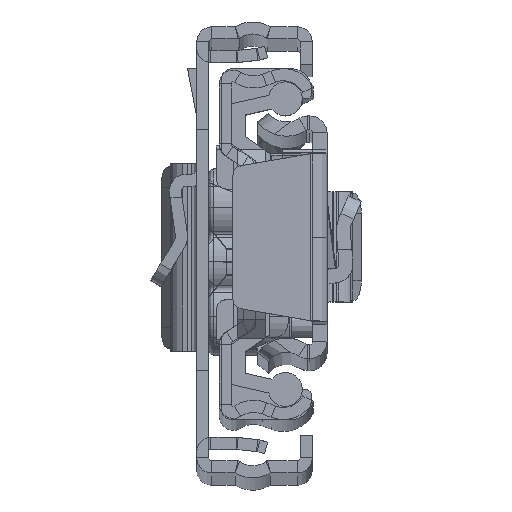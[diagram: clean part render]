
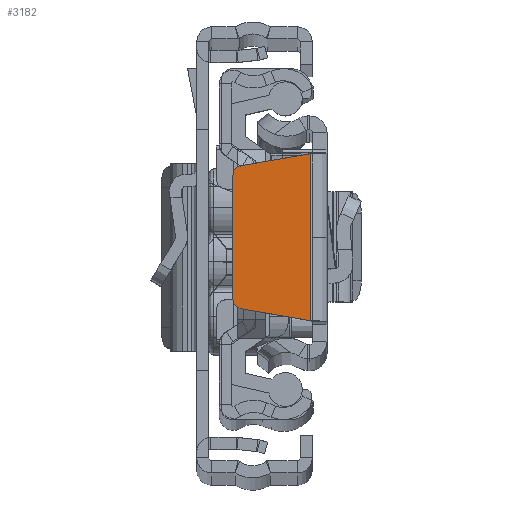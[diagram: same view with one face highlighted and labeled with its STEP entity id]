
A CAD part, top view. The second image highlights one B-rep face of the part: STEP entity #3182.
In plain terms, the highlighted planar face has unit normal (0, 0, 1).
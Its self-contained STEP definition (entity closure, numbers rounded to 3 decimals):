
#167 = EDGE_CURVE ( 'NONE', #21320, #19663, #14529, .T. ) ;
#708 = DIRECTION ( 'NONE',  ( -0.986, 0.168, 0. ) ) ;
#1366 = DIRECTION ( 'NONE',  ( 0.986, 0.168, 0. ) ) ;
#1586 = FACE_OUTER_BOUND ( 'NONE', #3401, .T. ) ;
#2312 = VERTEX_POINT ( 'NONE', #19768 ) ;
#2343 = DIRECTION ( 'NONE',  ( -1., 0., 0. ) ) ;
#2359 = LINE ( 'NONE', #3785, #5374 ) ;
#2585 = EDGE_CURVE ( 'NONE', #7167, #7291, #6032, .T. ) ;
#2883 = EDGE_CURVE ( 'NONE', #2312, #7167, #18212, .T. ) ;
#3120 = CARTESIAN_POINT ( 'NONE',  ( -1.5, 8.35, 0. ) ) ;
#3182 = ADVANCED_FACE ( 'NONE', ( #1586 ), #6639, .F. ) ;
#3401 = EDGE_LOOP ( 'NONE', ( #14083, #4058, #10670, #12711, #6653, #17939 ) ) ;
#3456 = CARTESIAN_POINT ( 'NONE',  ( -8.4, 6.156, 0. ) ) ;
#3785 = CARTESIAN_POINT ( 'NONE',  ( -8.568, -7.142, 0. ) ) ;
#3943 = DIRECTION ( 'NONE',  ( 0., 1., 0. ) ) ;
#4058 = ORIENTED_EDGE ( 'NONE', *, *, #16180, .F. ) ;
#5374 = VECTOR ( 'NONE', #708, 1000. ) ;
#6004 = DIRECTION ( 'NONE',  ( 0., 0., -1. ) ) ;
#6005 = CARTESIAN_POINT ( 'NONE',  ( -1.6, -8.333, 0. ) ) ;
#6032 = LINE ( 'NONE', #14138, #20655 ) ;
#6639 = PLANE ( 'NONE',  #14362 ) ;
#6653 = ORIENTED_EDGE ( 'NONE', *, *, #2883, .F. ) ;
#7167 = VERTEX_POINT ( 'NONE', #7601 ) ;
#7291 = VERTEX_POINT ( 'NONE', #13518 ) ;
#7388 = CARTESIAN_POINT ( 'NONE',  ( -1.6, 8.333, 0. ) ) ;
#7601 = CARTESIAN_POINT ( 'NONE',  ( -9.4, -6.156, 0. ) ) ;
#9270 = CARTESIAN_POINT ( 'NONE',  ( -8.4, -6.156, 0. ) ) ;
#10303 = VERTEX_POINT ( 'NONE', #15090 ) ;
#10560 = EDGE_CURVE ( 'NONE', #19663, #2312, #2359, .T. ) ;
#10670 = ORIENTED_EDGE ( 'NONE', *, *, #17650, .F. ) ;
#11138 = DIRECTION ( 'NONE',  ( -1., 0., 0. ) ) ;
#11905 = DIRECTION ( 'NONE',  ( 0., 0., -1. ) ) ;
#12711 = ORIENTED_EDGE ( 'NONE', *, *, #2585, .F. ) ;
#13335 = DIRECTION ( 'NONE',  ( -1., 0., 0. ) ) ;
#13518 = CARTESIAN_POINT ( 'NONE',  ( -9.4, 6.156, 0. ) ) ;
#14083 = ORIENTED_EDGE ( 'NONE', *, *, #167, .F. ) ;
#14138 = CARTESIAN_POINT ( 'NONE',  ( -9.4, 6.156, 0. ) ) ;
#14362 = AXIS2_PLACEMENT_3D ( 'NONE', #3456, #11905, #13335 ) ;
#14430 = DIRECTION ( 'NONE',  ( 0., -1., 0. ) ) ;
#14529 = LINE ( 'NONE', #6005, #14625 ) ;
#14625 = VECTOR ( 'NONE', #14430, 1000. ) ;
#14924 = VECTOR ( 'NONE', #1366, 1000. ) ;
#15090 = CARTESIAN_POINT ( 'NONE',  ( -8.568, 7.142, 0. ) ) ;
#15689 = AXIS2_PLACEMENT_3D ( 'NONE', #19024, #17382, #2343 ) ;
#16180 = EDGE_CURVE ( 'NONE', #10303, #21320, #16498, .T. ) ;
#16498 = LINE ( 'NONE', #3120, #14924 ) ;
#17382 = DIRECTION ( 'NONE',  ( 0., 0., -1. ) ) ;
#17401 = CARTESIAN_POINT ( 'NONE',  ( -1.6, -8.333, 0. ) ) ;
#17650 = EDGE_CURVE ( 'NONE', #7291, #10303, #17801, .T. ) ;
#17801 = CIRCLE ( 'NONE', #15689, 1. ) ;
#17939 = ORIENTED_EDGE ( 'NONE', *, *, #10560, .F. ) ;
#18212 = CIRCLE ( 'NONE', #19264, 1. ) ;
#19024 = CARTESIAN_POINT ( 'NONE',  ( -8.4, 6.156, 0. ) ) ;
#19264 = AXIS2_PLACEMENT_3D ( 'NONE', #9270, #6004, #11138 ) ;
#19663 = VERTEX_POINT ( 'NONE', #17401 ) ;
#19768 = CARTESIAN_POINT ( 'NONE',  ( -8.568, -7.142, 0. ) ) ;
#20655 = VECTOR ( 'NONE', #3943, 1000. ) ;
#21320 = VERTEX_POINT ( 'NONE', #7388 ) ;
